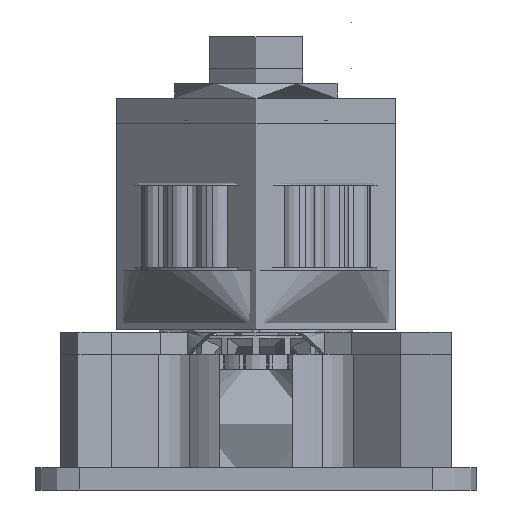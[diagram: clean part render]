
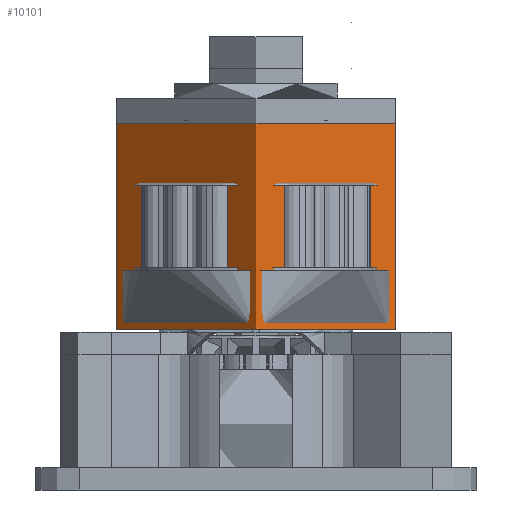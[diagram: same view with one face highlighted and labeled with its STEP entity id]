
A CAD part, front view. The second image highlights one B-rep face of the part: STEP entity #10101.
In plain terms, the highlighted cylindrical face has radius 9.5 mm (diameter 19 mm), a full revolution.
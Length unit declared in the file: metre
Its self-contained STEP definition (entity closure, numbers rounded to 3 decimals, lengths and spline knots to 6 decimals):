
#1631=CYLINDRICAL_SURFACE('',#11026,0.0095);
#2759=ORIENTED_EDGE('',*,*,#5488,.F.);
#2760=ORIENTED_EDGE('',*,*,#5489,.F.);
#5488=EDGE_CURVE('',#6887,#6887,#7838,.F.);
#5489=EDGE_CURVE('',#6888,#6888,#7839,.T.);
#6887=VERTEX_POINT('',#16926);
#6888=VERTEX_POINT('',#16928);
#7838=CIRCLE('',#11027,0.0095);
#7839=CIRCLE('',#11028,0.0095);
#8372=EDGE_LOOP('',(#2759));
#8373=EDGE_LOOP('',(#2760));
#9111=FACE_BOUND('',#8372,.T.);
#9112=FACE_BOUND('',#8373,.T.);
#10101=ADVANCED_FACE('',(#9111,#9112),#1631,.T.);
#11026=AXIS2_PLACEMENT_3D('',#16924,#12736,#12737);
#11027=AXIS2_PLACEMENT_3D('',#16925,#12738,#12739);
#11028=AXIS2_PLACEMENT_3D('',#16927,#12740,#12741);
#12736=DIRECTION('',(0.,0.,-1.));
#12737=DIRECTION('',(-1.,0.,0.));
#12738=DIRECTION('',(0.,0.,1.));
#12739=DIRECTION('',(1.,0.,0.));
#12740=DIRECTION('',(0.,0.,1.));
#12741=DIRECTION('',(1.,0.,0.));
#16924=CARTESIAN_POINT('',(0.,0.,0.0207));
#16925=CARTESIAN_POINT('',(0.,0.,0.0109));
#16926=CARTESIAN_POINT('',(0.0095,0.,0.0109));
#16927=CARTESIAN_POINT('',(0.,0.,0.0249));
#16928=CARTESIAN_POINT('',(0.0095,0.,0.0249));
